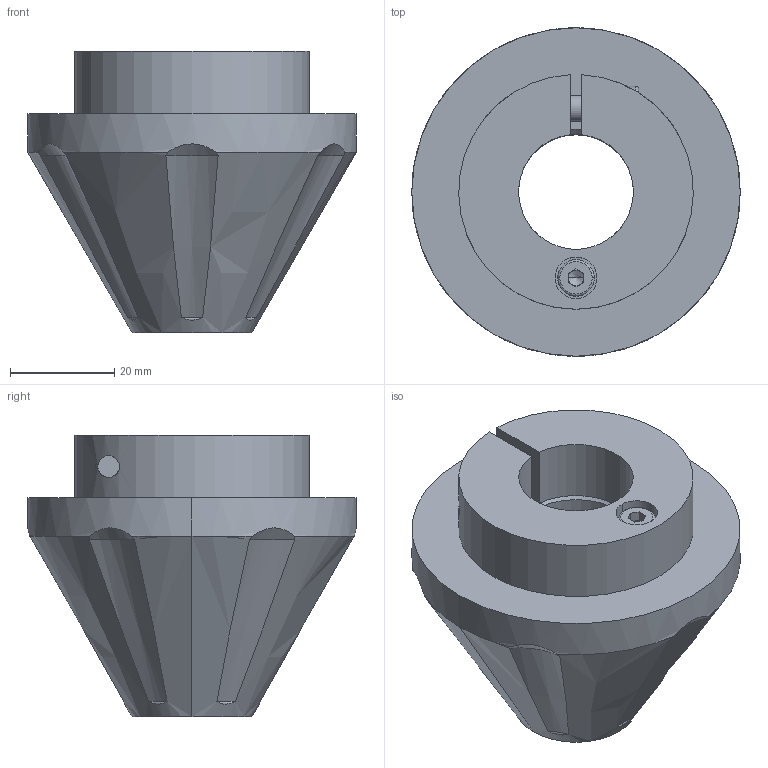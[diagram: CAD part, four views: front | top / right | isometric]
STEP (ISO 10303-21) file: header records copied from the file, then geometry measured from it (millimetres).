
FILE_DESCRIPTION (( 'STEP AP214' ), '1' );
FILE_NAME ('EL II-22-F-70.STEP', '2019-11-08T07:59:25', ( '' ), ( '' ), 'SwSTEP 2.0', 'SolidWorks 2019', '' );
FILE_SCHEMA (( 'AUTOMOTIVE_DESIGN' ));
Length unit declared in the file: millimetre
Products named in the file (1): EL II-22-F-70
Bounding box: 63 x 63 x 54 mm (x, y, z)
Volume: 73549.9 mm3; surface area: 19367.5 mm2
Topology: 4 solids, 4 shells, 104 faces, 242 edges, 147 vertices
Faces by surface type: plane 38, cylinder 32, cone 20, torus 8, bspline 6
Entity records: 4501 total; most frequent: CARTESIAN_POINT 958, DIRECTION 496, ORIENTED_EDGE 472, EDGE_CURVE 236, AXIS2_PLACEMENT_3D 201, VERTEX_POINT 147, EDGE_LOOP 119, UNCERTAINTY_MEASURE_WITH_UNIT 110
